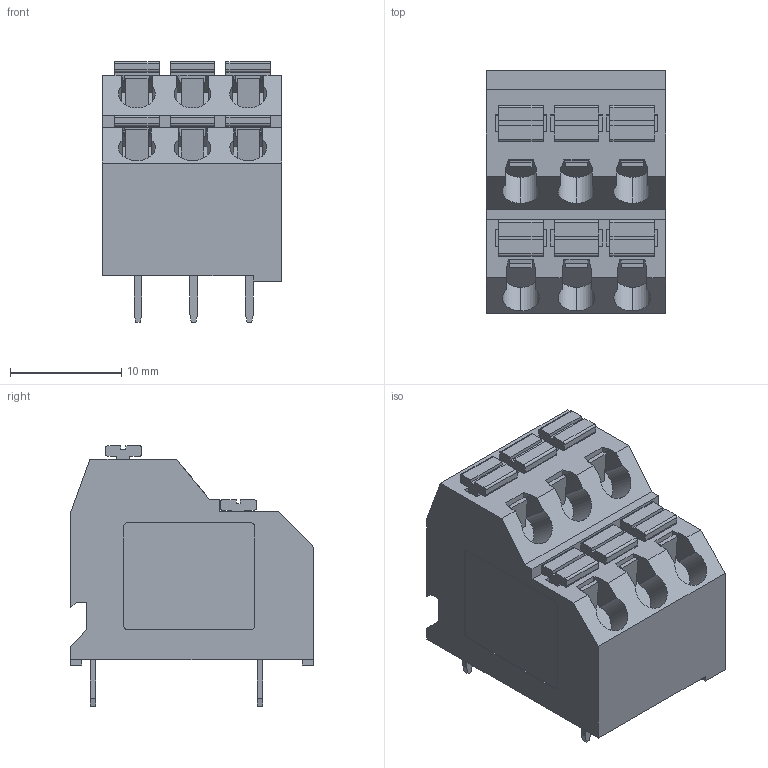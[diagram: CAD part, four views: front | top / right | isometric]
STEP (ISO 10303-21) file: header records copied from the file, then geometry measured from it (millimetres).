
FILE_DESCRIPTION (( 'STEP AP214' ), '1' );
FILE_NAME ('CONN-TH_KF250T-5.0-2X3P.step', '2022-08-02T16:13:28', ( '' ), ( '' ), 'SwSTEP 2.0', 'SolidWorks 2020', '' );
FILE_SCHEMA (( 'AUTOMOTIVE_DESIGN' ));
Length unit declared in the file: millimetre
Products named in the file (1): CONN-TH_KF250T-5.0-2X3P
Bounding box: 16.1 x 21.8 x 23.4 mm (x, y, z)
Volume: 5048.6 mm3; surface area: 2995.6 mm2
Topology: 14 solids, 14 shells, 595 faces, 1590 edges, 1056 vertices
Faces by surface type: plane 441, bspline 114, cylinder 40
Entity records: 25846 total; most frequent: CARTESIAN_POINT 5604, ORIENTED_EDGE 3180, DIRECTION 2402, EDGE_CURVE 1590, LINE 1278, VECTOR 1278, VERTEX_POINT 1056, EDGE_LOOP 640
